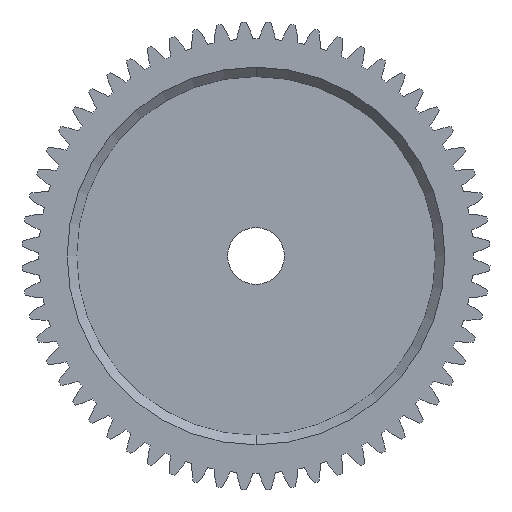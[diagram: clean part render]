
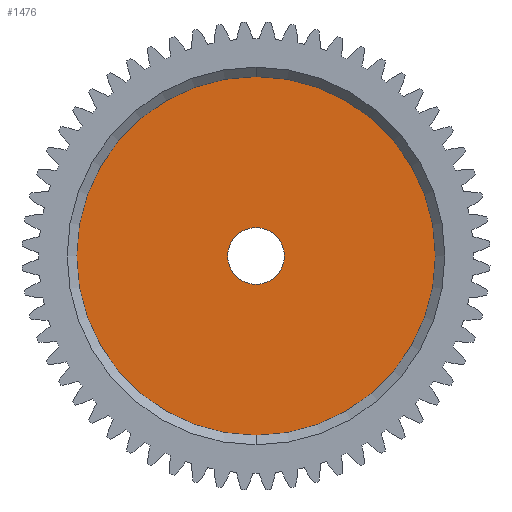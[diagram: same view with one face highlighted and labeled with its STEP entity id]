
A CAD part, front view. The second image highlights one B-rep face of the part: STEP entity #1476.
In plain terms, the highlighted planar face has unit normal (0, -1, 0).
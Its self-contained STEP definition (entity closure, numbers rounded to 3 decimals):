
#71 = DIRECTION ( 'NONE',  ( 0., -1., 0. ) ) ;
#254 = VERTEX_POINT ( 'NONE', #5472 ) ;
#683 = AXIS2_PLACEMENT_3D ( 'NONE', #2182, #7031, #851 ) ;
#695 = DIRECTION ( 'NONE',  ( 0., -1., 0. ) ) ;
#851 = DIRECTION ( 'NONE',  ( 0., 0., -1. ) ) ;
#1021 = CARTESIAN_POINT ( 'NONE',  ( 0., 1., 19. ) ) ;
#1143 = CARTESIAN_POINT ( 'NONE',  ( 0., 1., 3. ) ) ;
#1476 = ADVANCED_FACE ( 'NONE', ( #2899, #4303 ), #2122, .T. ) ;
#1682 = CIRCLE ( 'NONE', #683, 3. ) ;
#1892 = EDGE_CURVE ( 'NONE', #6526, #3367, #1682, .T. ) ;
#1941 = EDGE_CURVE ( 'NONE', #3367, #6526, #5143, .T. ) ;
#2122 = PLANE ( 'NONE',  #3599 ) ;
#2182 = CARTESIAN_POINT ( 'NONE',  ( 0., 1., 0. ) ) ;
#2260 = AXIS2_PLACEMENT_3D ( 'NONE', #3540, #71, #5065 ) ;
#2899 = FACE_OUTER_BOUND ( 'NONE', #6798, .T. ) ;
#2965 = EDGE_CURVE ( 'NONE', #254, #5671, #6470, .T. ) ;
#2972 = CARTESIAN_POINT ( 'NONE',  ( 0., 1., -3. ) ) ;
#3367 = VERTEX_POINT ( 'NONE', #1143 ) ;
#3479 = CIRCLE ( 'NONE', #8083, 19. ) ;
#3540 = CARTESIAN_POINT ( 'NONE',  ( 0., 1., 0. ) ) ;
#3571 = EDGE_LOOP ( 'NONE', ( #4638, #4858 ) ) ;
#3599 = AXIS2_PLACEMENT_3D ( 'NONE', #4897, #695, #8433 ) ;
#4303 = FACE_BOUND ( 'NONE', #3571, .T. ) ;
#4626 = DIRECTION ( 'NONE',  ( 0., 0., -1. ) ) ;
#4638 = ORIENTED_EDGE ( 'NONE', *, *, #1892, .F. ) ;
#4645 = DIRECTION ( 'NONE',  ( 0., 0., -1. ) ) ;
#4858 = ORIENTED_EDGE ( 'NONE', *, *, #1941, .F. ) ;
#4897 = CARTESIAN_POINT ( 'NONE',  ( 0., 1., 0. ) ) ;
#5065 = DIRECTION ( 'NONE',  ( 0., 0., -1. ) ) ;
#5142 = DIRECTION ( 'NONE',  ( 0., -1., 0. ) ) ;
#5143 = CIRCLE ( 'NONE', #6303, 3. ) ;
#5472 = CARTESIAN_POINT ( 'NONE',  ( 0., 1., -19. ) ) ;
#5671 = VERTEX_POINT ( 'NONE', #1021 ) ;
#5803 = EDGE_CURVE ( 'NONE', #5671, #254, #3479, .T. ) ;
#6163 = DIRECTION ( 'NONE',  ( 0., -1., 0. ) ) ;
#6303 = AXIS2_PLACEMENT_3D ( 'NONE', #8738, #5142, #4645 ) ;
#6470 = CIRCLE ( 'NONE', #2260, 19. ) ;
#6526 = VERTEX_POINT ( 'NONE', #2972 ) ;
#6798 = EDGE_LOOP ( 'NONE', ( #7007, #7066 ) ) ;
#7007 = ORIENTED_EDGE ( 'NONE', *, *, #2965, .T. ) ;
#7031 = DIRECTION ( 'NONE',  ( 0., -1., 0. ) ) ;
#7066 = ORIENTED_EDGE ( 'NONE', *, *, #5803, .T. ) ;
#8053 = CARTESIAN_POINT ( 'NONE',  ( 0., 1., 0. ) ) ;
#8083 = AXIS2_PLACEMENT_3D ( 'NONE', #8053, #6163, #4626 ) ;
#8433 = DIRECTION ( 'NONE',  ( 0., 0., -1. ) ) ;
#8738 = CARTESIAN_POINT ( 'NONE',  ( 0., 1., 0. ) ) ;
